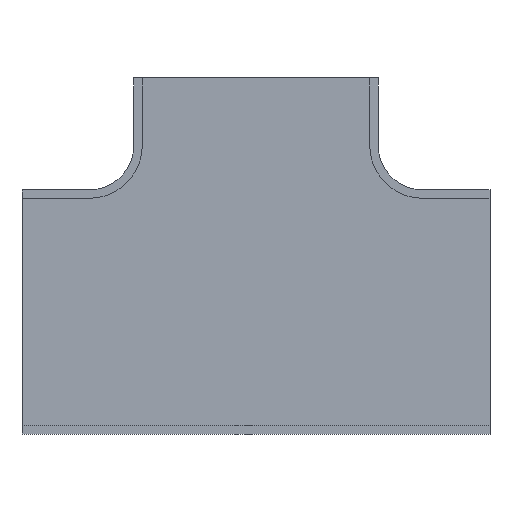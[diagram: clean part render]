
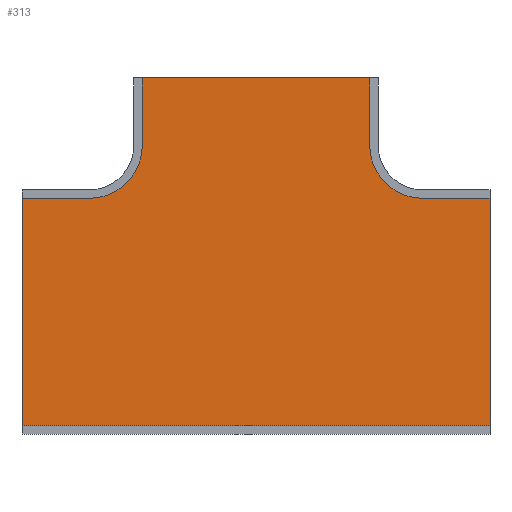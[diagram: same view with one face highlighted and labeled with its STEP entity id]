
A CAD part, front view. The second image highlights one B-rep face of the part: STEP entity #313.
In plain terms, the highlighted planar face has unit normal (0, -1, 0).
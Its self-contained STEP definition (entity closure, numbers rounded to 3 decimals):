
#9 = EDGE_CURVE ( 'NONE', #606, #680, #372, .T. ) ;
#30 = EDGE_CURVE ( 'NONE', #377, #626, #367, .T. ) ;
#39 = VECTOR ( 'NONE', #55, 1000. ) ;
#48 = LINE ( 'NONE', #86, #54 ) ;
#54 = VECTOR ( 'NONE', #96, 1000. ) ;
#55 = DIRECTION ( 'NONE',  ( 1., 0., 0. ) ) ;
#57 = VECTOR ( 'NONE', #110, 1000. ) ;
#60 = LINE ( 'NONE', #63, #39 ) ;
#63 = CARTESIAN_POINT ( 'NONE',  ( 29.8, 17.5, 8.187 ) ) ;
#64 = LINE ( 'NONE', #114, #57 ) ;
#80 = AXIS2_PLACEMENT_3D ( 'NONE', #561, #557, #556 ) ;
#86 = CARTESIAN_POINT ( 'NONE',  ( 41.8, 17.5, 9.687 ) ) ;
#96 = DIRECTION ( 'NONE',  ( 0., 0., -1. ) ) ;
#102 = LINE ( 'NONE', #263, #107 ) ;
#107 = VECTOR ( 'NONE', #280, 1000. ) ;
#110 = DIRECTION ( 'NONE',  ( 1., 0., 0. ) ) ;
#112 = CARTESIAN_POINT ( 'NONE',  ( -20.3, 17.5, 29.687 ) ) ;
#114 = CARTESIAN_POINT ( 'NONE',  ( -29.8, 17.5, 8.187 ) ) ;
#122 = AXIS2_PLACEMENT_3D ( 'NONE', #597, #577, #575 ) ;
#132 = VECTOR ( 'NONE', #340, 1000. ) ;
#138 = LINE ( 'NONE', #335, #132 ) ;
#161 = AXIS2_PLACEMENT_3D ( 'NONE', #504, #503, #499 ) ;
#174 = CARTESIAN_POINT ( 'NONE',  ( -41.8, 17.5, -32.413 ) ) ;
#188 = CARTESIAN_POINT ( 'NONE',  ( 20.3, 17.5, 17.687 ) ) ;
#191 = CARTESIAN_POINT ( 'NONE',  ( -20.3, 17.5, 17.687 ) ) ;
#199 = CIRCLE ( 'NONE', #161, 9.5 ) ;
#212 = EDGE_CURVE ( 'NONE', #376, #625, #274, .T. ) ;
#220 = FACE_OUTER_BOUND ( 'NONE', #538, .T. ) ;
#254 = ORIENTED_EDGE ( 'NONE', *, *, #359, .F. ) ;
#263 = CARTESIAN_POINT ( 'NONE',  ( -21.8, 17.5, 29.687 ) ) ;
#264 = VECTOR ( 'NONE', #721, 1000. ) ;
#274 = LINE ( 'NONE', #715, #264 ) ;
#280 = DIRECTION ( 'NONE',  ( 1., 0., 0. ) ) ;
#282 = CARTESIAN_POINT ( 'NONE',  ( -29.8, 17.5, 8.187 ) ) ;
#293 = CIRCLE ( 'NONE', #80, 9.5 ) ;
#294 = CARTESIAN_POINT ( 'NONE',  ( 29.8, 17.5, 8.187 ) ) ;
#313 = ADVANCED_FACE ( 'NONE', ( #220 ), #612, .F. ) ;
#314 = EDGE_CURVE ( 'NONE', #547, #606, #293, .T. ) ;
#319 = CARTESIAN_POINT ( 'NONE',  ( -41.8, 17.5, 8.187 ) ) ;
#327 = ORIENTED_EDGE ( 'NONE', *, *, #212, .F. ) ;
#335 = CARTESIAN_POINT ( 'NONE',  ( -41.8, 17.5, 9.687 ) ) ;
#340 = DIRECTION ( 'NONE',  ( 0., 0., 1. ) ) ;
#355 = VECTOR ( 'NONE', #663, 1000. ) ;
#359 = EDGE_CURVE ( 'NONE', #625, #522, #199, .T. ) ;
#367 = LINE ( 'NONE', #560, #355 ) ;
#369 = VECTOR ( 'NONE', #562, 1000. ) ;
#372 = LINE ( 'NONE', #423, #369 ) ;
#376 = VERTEX_POINT ( 'NONE', #470 ) ;
#377 = VERTEX_POINT ( 'NONE', #456 ) ;
#407 = VERTEX_POINT ( 'NONE', #420 ) ;
#420 = CARTESIAN_POINT ( 'NONE',  ( 41.8, 17.5, 8.187 ) ) ;
#421 = ORIENTED_EDGE ( 'NONE', *, *, #696, .F. ) ;
#423 = CARTESIAN_POINT ( 'NONE',  ( -20.3, 17.5, 29.687 ) ) ;
#425 = ORIENTED_EDGE ( 'NONE', *, *, #488, .F. ) ;
#450 = ORIENTED_EDGE ( 'NONE', *, *, #30, .F. ) ;
#456 = CARTESIAN_POINT ( 'NONE',  ( 41.8, 17.5, -32.413 ) ) ;
#470 = CARTESIAN_POINT ( 'NONE',  ( 20.3, 17.5, 29.687 ) ) ;
#471 = ORIENTED_EDGE ( 'NONE', *, *, #9, .F. ) ;
#486 = ORIENTED_EDGE ( 'NONE', *, *, #579, .F. ) ;
#488 = EDGE_CURVE ( 'NONE', #626, #496, #138, .T. ) ;
#496 = VERTEX_POINT ( 'NONE', #319 ) ;
#499 = DIRECTION ( 'NONE',  ( 0., 0., 1. ) ) ;
#503 = DIRECTION ( 'NONE',  ( 0., -1., 0. ) ) ;
#504 = CARTESIAN_POINT ( 'NONE',  ( 29.8, 17.5, 17.687 ) ) ;
#522 = VERTEX_POINT ( 'NONE', #294 ) ;
#538 = EDGE_LOOP ( 'NONE', ( #421, #675, #254, #327, #486, #471, #726, #685, #425, #450 ) ) ;
#547 = VERTEX_POINT ( 'NONE', #282 ) ;
#556 = DIRECTION ( 'NONE',  ( 0., 0., 1. ) ) ;
#557 = DIRECTION ( 'NONE',  ( 0., -1., 0. ) ) ;
#560 = CARTESIAN_POINT ( 'NONE',  ( -41.8, 17.5, -32.413 ) ) ;
#561 = CARTESIAN_POINT ( 'NONE',  ( -29.8, 17.5, 17.687 ) ) ;
#562 = DIRECTION ( 'NONE',  ( 0., 0., 1. ) ) ;
#575 = DIRECTION ( 'NONE',  ( 0., 0., 1. ) ) ;
#577 = DIRECTION ( 'NONE',  ( 0., 1., 0. ) ) ;
#579 = EDGE_CURVE ( 'NONE', #680, #376, #102, .T. ) ;
#597 = CARTESIAN_POINT ( 'NONE',  ( -29.8, 17.5, 17.687 ) ) ;
#606 = VERTEX_POINT ( 'NONE', #191 ) ;
#612 = PLANE ( 'NONE',  #122 ) ;
#625 = VERTEX_POINT ( 'NONE', #188 ) ;
#626 = VERTEX_POINT ( 'NONE', #174 ) ;
#663 = DIRECTION ( 'NONE',  ( -1., 0., 0. ) ) ;
#664 = EDGE_CURVE ( 'NONE', #496, #547, #64, .T. ) ;
#675 = ORIENTED_EDGE ( 'NONE', *, *, #704, .F. ) ;
#680 = VERTEX_POINT ( 'NONE', #112 ) ;
#685 = ORIENTED_EDGE ( 'NONE', *, *, #664, .F. ) ;
#696 = EDGE_CURVE ( 'NONE', #407, #377, #48, .T. ) ;
#704 = EDGE_CURVE ( 'NONE', #522, #407, #60, .T. ) ;
#715 = CARTESIAN_POINT ( 'NONE',  ( 20.3, 17.5, 29.687 ) ) ;
#721 = DIRECTION ( 'NONE',  ( 0., 0., -1. ) ) ;
#726 = ORIENTED_EDGE ( 'NONE', *, *, #314, .F. ) ;
